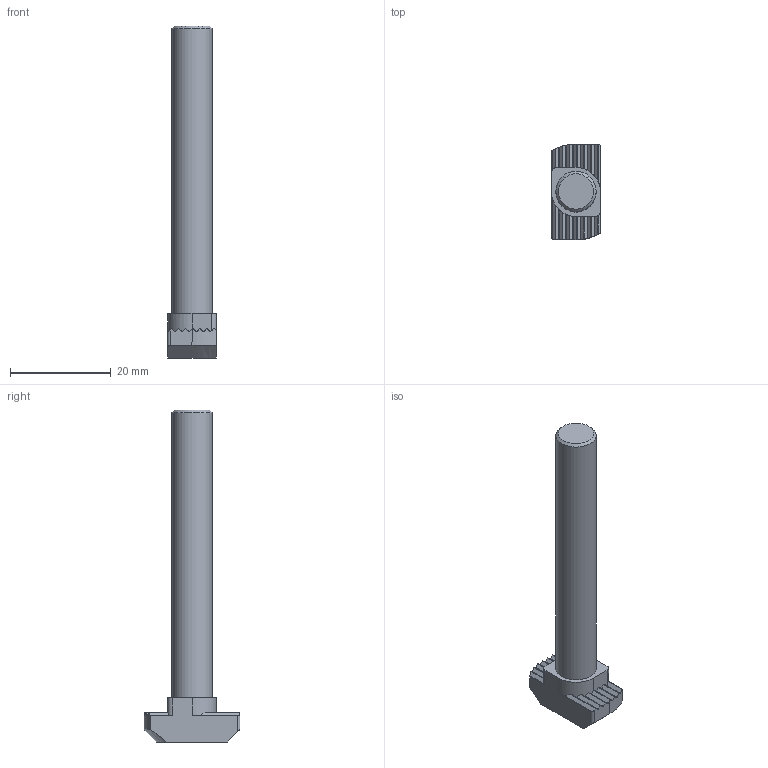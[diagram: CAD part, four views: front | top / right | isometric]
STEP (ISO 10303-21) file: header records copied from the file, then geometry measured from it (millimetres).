
FILE_DESCRIPTION(('STEP AP203'),'1');
FILE_NAME('FIXE10B1468.stp','2023-10-18T07:37:19',(' '),(' '),'Spatial InterOp 3D',' ',' ');
FILE_SCHEMA(('CONFIG_CONTROL_DESIGN'));
Length unit declared in the file: millimetre
Products named in the file (1): Vis tête marteau 10 M8x60 Ht 3
Bounding box: 9.7 x 19 x 65.8 mm (x, y, z)
Volume: 4065.5 mm3; surface area: 2185.1 mm2
Topology: 1 solids, 1 shells, 79 faces, 229 edges, 153 vertices
Faces by surface type: plane 67, cylinder 9, bspline 2, cone 1
Full cylindrical faces by diameter (mm): 8 x1
Entity records: 2834 total; most frequent: CARTESIAN_POINT 524, DIRECTION 455, ORIENTED_EDGE 454, EDGE_CURVE 227, AXIS2_PLACEMENT_3D 157, VERTEX_POINT 153, LINE 141, VECTOR 141
